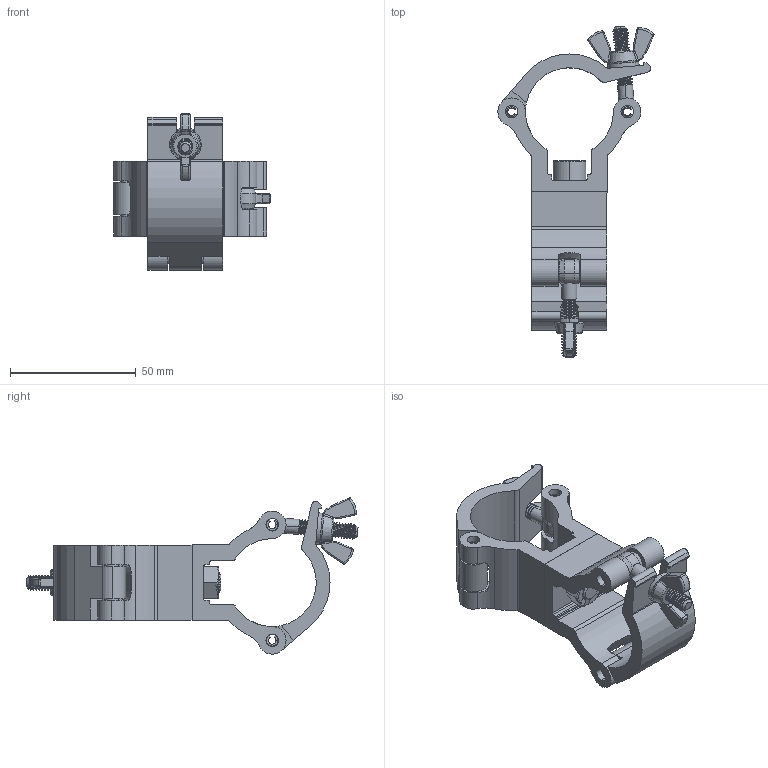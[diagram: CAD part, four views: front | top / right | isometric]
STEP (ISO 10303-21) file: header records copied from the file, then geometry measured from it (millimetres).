
FILE_DESCRIPTION (( 'STEP AP203' ), '1' );
FILE_NAME ('T58915 & T5891501.STEP', '2018-08-13T15:19:27', ( '' ), ( '' ), 'SwSTEP 2.0', 'SolidWorks 2016', '' );
FILE_SCHEMA (( 'CONFIG_CONTROL_DESIGN' ));
Length unit declared in the file: millimetre
Products named in the file (16): TH1820; spring pin slotted_hd_doughty fastners - stainless_Spring Pin ISO 8752 - 3 x 8St; TH2003; Socket Head Cap Screw_Doughty Fastners_ISO 4762 M8 x 16 --- 16S; TH1821; TH2004; TH3310; Binx Nut_M8 BZP; A Washer_Bright washer BS 4320 - M6 (Form A); F880_F880 M6 Wing Nut; T78010; T58915 & T5891501; F771; TH1819_NO STAMPING
Assembly tree (20 placements, depth 3):
  T58915 & T5891501
    TH1820
      TH2004
    Socket Head Cap Screw_Doughty Fastners_ISO 4762 M8 x 16 --- 16S
    Binx Nut_M8 BZP
    TH3310
    TH1819_NO STAMPING  x2
      TH2003
    F771  x4
    T78010  x2
      TH1821
      F880_F880 M6 Wing Nut
      A Washer_Bright washer BS 4320 - M6 (Form A)
    TH1820
      TH2004
    spring pin slotted_hd_doughty fastners - stainless_Spring Pin ISO 8752 - 3 x 8St
Bounding box: 62.23 x 132.16 x 62.23 mm (x, y, z)
Volume: 59387.1 mm3; surface area: 35928.8 mm2
Topology: 18 solids, 18 shells, 1231 faces, 2795 edges, 1620 vertices
Faces by surface type: cone 377, torus 351, cylinder 241, plane 190, bspline 72
Entity records: 23688 total; most frequent: CARTESIAN_POINT 4936, DIRECTION 3925, ORIENTED_EDGE 3380, EDGE_CURVE 1690, AXIS2_PLACEMENT_3D 1667, VERTEX_POINT 1006, CIRCLE 953, EDGE_LOOP 782
